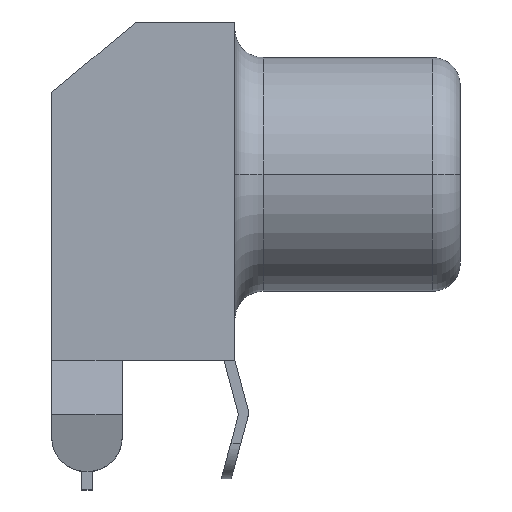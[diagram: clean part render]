
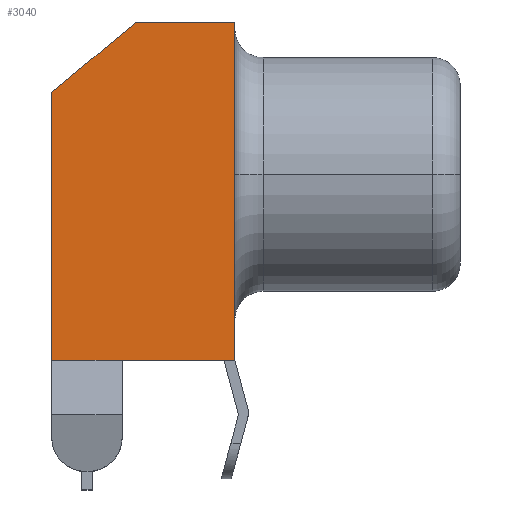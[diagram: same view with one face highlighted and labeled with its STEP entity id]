
A CAD part, top view. The second image highlights one B-rep face of the part: STEP entity #3040.
In plain terms, the highlighted planar face has unit normal (0, 0, 1).
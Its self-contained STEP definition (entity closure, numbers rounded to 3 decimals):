
#713 = PLANE('',#714);
#714 = AXIS2_PLACEMENT_3D('',#715,#716,#717);
#715 = CARTESIAN_POINT('',(6.5,-7.545,5.543));
#716 = DIRECTION('',(-1.,0.,0.));
#717 = DIRECTION('',(0.,0.,1.));
#1245 = PLANE('',#1246);
#1246 = AXIS2_PLACEMENT_3D('',#1247,#1248,#1249);
#1247 = CARTESIAN_POINT('',(0.,-6.6,4.99));
#1248 = DIRECTION('',(0.,1.,0.));
#1249 = DIRECTION('',(0.,-0.,1.));
#1854 = EDGE_CURVE('',#1855,#1857,#1859,.T.);
#1855 = VERTEX_POINT('',#1856);
#1856 = CARTESIAN_POINT('',(6.5,5.4,5.3));
#1857 = VERTEX_POINT('',#1858);
#1858 = CARTESIAN_POINT('',(6.5,-6.6,5.3));
#1859 = SURFACE_CURVE('',#1860,(#1864,#1871),.PCURVE_S1.);
#1860 = LINE('',#1861,#1862);
#1861 = CARTESIAN_POINT('',(6.5,5.4,5.3));
#1862 = VECTOR('',#1863,1.);
#1863 = DIRECTION('',(0.,-1.,0.));
#1864 = PCURVE('',#713,#1865);
#1865 = DEFINITIONAL_REPRESENTATION('',(#1866),#1870);
#1866 = LINE('',#1867,#1868);
#1867 = CARTESIAN_POINT('',(-0.243,12.945));
#1868 = VECTOR('',#1869,1.);
#1869 = DIRECTION('',(0.,-1.));
#1870 = ( GEOMETRIC_REPRESENTATION_CONTEXT(2) 
PARAMETRIC_REPRESENTATION_CONTEXT() REPRESENTATION_CONTEXT('2D SPACE',''
  ) );
#1871 = PCURVE('',#1872,#1877);
#1872 = PLANE('',#1873);
#1873 = AXIS2_PLACEMENT_3D('',#1874,#1875,#1876);
#1874 = CARTESIAN_POINT('',(6.5,5.4,5.3));
#1875 = DIRECTION('',(0.,0.,-1.));
#1876 = DIRECTION('',(0.,1.,0.));
#1877 = DEFINITIONAL_REPRESENTATION('',(#1878),#1882);
#1878 = LINE('',#1879,#1880);
#1879 = CARTESIAN_POINT('',(0.,0.));
#1880 = VECTOR('',#1881,1.);
#1881 = DIRECTION('',(-1.,0.));
#1882 = ( GEOMETRIC_REPRESENTATION_CONTEXT(2) 
PARAMETRIC_REPRESENTATION_CONTEXT() REPRESENTATION_CONTEXT('2D SPACE',''
  ) );
#1944 = PLANE('',#1945);
#1945 = AXIS2_PLACEMENT_3D('',#1946,#1947,#1948);
#1946 = CARTESIAN_POINT('',(6.5,5.4,-5.3));
#1947 = DIRECTION('',(0.,-1.,0.));
#1948 = DIRECTION('',(0.,0.,-1.));
#1960 = VERTEX_POINT('',#1961);
#1961 = CARTESIAN_POINT('',(2.5,-6.6,5.3));
#1970 = PLANE('',#1971);
#1971 = AXIS2_PLACEMENT_3D('',#1972,#1973,#1974);
#1972 = CARTESIAN_POINT('',(6.5,-6.6,5.3));
#1973 = DIRECTION('',(0.,-0.249,-0.968));
#1974 = DIRECTION('',(0.,0.968,-0.249));
#1994 = EDGE_CURVE('',#1960,#1995,#1997,.T.);
#1995 = VERTEX_POINT('',#1996);
#1996 = CARTESIAN_POINT('',(0.,-6.6,5.3));
#1997 = SURFACE_CURVE('',#1998,(#2002,#2009),.PCURVE_S1.);
#1998 = LINE('',#1999,#2000);
#1999 = CARTESIAN_POINT('',(6.5,-6.6,5.3));
#2000 = VECTOR('',#2001,1.);
#2001 = DIRECTION('',(-1.,0.,0.));
#2002 = PCURVE('',#1970,#2003);
#2003 = DEFINITIONAL_REPRESENTATION('',(#2004),#2008);
#2004 = LINE('',#2005,#2006);
#2005 = CARTESIAN_POINT('',(0.,0.));
#2006 = VECTOR('',#2007,1.);
#2007 = DIRECTION('',(0.,-1.));
#2008 = ( GEOMETRIC_REPRESENTATION_CONTEXT(2) 
PARAMETRIC_REPRESENTATION_CONTEXT() REPRESENTATION_CONTEXT('2D SPACE',''
  ) );
#2009 = PCURVE('',#1872,#2010);
#2010 = DEFINITIONAL_REPRESENTATION('',(#2011),#2015);
#2011 = LINE('',#2012,#2013);
#2012 = CARTESIAN_POINT('',(-12.,0.));
#2013 = VECTOR('',#2014,1.);
#2014 = DIRECTION('',(0.,-1.));
#2015 = ( GEOMETRIC_REPRESENTATION_CONTEXT(2) 
PARAMETRIC_REPRESENTATION_CONTEXT() REPRESENTATION_CONTEXT('2D SPACE',''
  ) );
#2033 = PLANE('',#2034);
#2034 = AXIS2_PLACEMENT_3D('',#2035,#2036,#2037);
#2035 = CARTESIAN_POINT('',(0.,-7.545,5.543));
#2036 = DIRECTION('',(-1.,0.,0.));
#2037 = DIRECTION('',(0.,0.,1.));
#2543 = VERTEX_POINT('',#2544);
#2544 = CARTESIAN_POINT('',(0.,2.9,5.3));
#2558 = PLANE('',#2559);
#2559 = AXIS2_PLACEMENT_3D('',#2560,#2561,#2562);
#2560 = CARTESIAN_POINT('',(3.,5.4,-5.8));
#2561 = DIRECTION('',(0.64,-0.768,0.));
#2562 = DIRECTION('',(0.768,0.64,0.));
#2638 = EDGE_CURVE('',#2543,#1995,#2639,.T.);
#2639 = SURFACE_CURVE('',#2640,(#2644,#2651),.PCURVE_S1.);
#2640 = LINE('',#2641,#2642);
#2641 = CARTESIAN_POINT('',(0.,5.4,5.3));
#2642 = VECTOR('',#2643,1.);
#2643 = DIRECTION('',(0.,-1.,0.));
#2644 = PCURVE('',#2033,#2645);
#2645 = DEFINITIONAL_REPRESENTATION('',(#2646),#2650);
#2646 = LINE('',#2647,#2648);
#2647 = CARTESIAN_POINT('',(-0.243,12.945));
#2648 = VECTOR('',#2649,1.);
#2649 = DIRECTION('',(0.,-1.));
#2650 = ( GEOMETRIC_REPRESENTATION_CONTEXT(2) 
PARAMETRIC_REPRESENTATION_CONTEXT() REPRESENTATION_CONTEXT('2D SPACE',''
  ) );
#2651 = PCURVE('',#1872,#2652);
#2652 = DEFINITIONAL_REPRESENTATION('',(#2653),#2657);
#2653 = LINE('',#2654,#2655);
#2654 = CARTESIAN_POINT('',(0.,-6.5));
#2655 = VECTOR('',#2656,1.);
#2656 = DIRECTION('',(-1.,0.));
#2657 = ( GEOMETRIC_REPRESENTATION_CONTEXT(2) 
PARAMETRIC_REPRESENTATION_CONTEXT() REPRESENTATION_CONTEXT('2D SPACE',''
  ) );
#2997 = VERTEX_POINT('',#2998);
#2998 = CARTESIAN_POINT('',(3.,5.4,5.3));
#3019 = EDGE_CURVE('',#1855,#2997,#3020,.T.);
#3020 = SURFACE_CURVE('',#3021,(#3025,#3032),.PCURVE_S1.);
#3021 = LINE('',#3022,#3023);
#3022 = CARTESIAN_POINT('',(6.5,5.4,5.3));
#3023 = VECTOR('',#3024,1.);
#3024 = DIRECTION('',(-1.,0.,0.));
#3025 = PCURVE('',#1944,#3026);
#3026 = DEFINITIONAL_REPRESENTATION('',(#3027),#3031);
#3027 = LINE('',#3028,#3029);
#3028 = CARTESIAN_POINT('',(-10.6,0.));
#3029 = VECTOR('',#3030,1.);
#3030 = DIRECTION('',(0.,-1.));
#3031 = ( GEOMETRIC_REPRESENTATION_CONTEXT(2) 
PARAMETRIC_REPRESENTATION_CONTEXT() REPRESENTATION_CONTEXT('2D SPACE',''
  ) );
#3032 = PCURVE('',#1872,#3033);
#3033 = DEFINITIONAL_REPRESENTATION('',(#3034),#3038);
#3034 = LINE('',#3035,#3036);
#3035 = CARTESIAN_POINT('',(0.,0.));
#3036 = VECTOR('',#3037,1.);
#3037 = DIRECTION('',(0.,-1.));
#3038 = ( GEOMETRIC_REPRESENTATION_CONTEXT(2) 
PARAMETRIC_REPRESENTATION_CONTEXT() REPRESENTATION_CONTEXT('2D SPACE',''
  ) );
#3040 = ADVANCED_FACE('',(#3041),#1872,.F.);
#3041 = FACE_BOUND('',#3042,.T.);
#3042 = EDGE_LOOP('',(#3043,#3044,#3065,#3066,#3067,#3088));
#3043 = ORIENTED_EDGE('',*,*,#3019,.T.);
#3044 = ORIENTED_EDGE('',*,*,#3045,.T.);
#3045 = EDGE_CURVE('',#2997,#2543,#3046,.T.);
#3046 = SURFACE_CURVE('',#3047,(#3051,#3058),.PCURVE_S1.);
#3047 = LINE('',#3048,#3049);
#3048 = CARTESIAN_POINT('',(5.066,7.121,5.3));
#3049 = VECTOR('',#3050,1.);
#3050 = DIRECTION('',(-0.768,-0.64,0.
    ));
#3051 = PCURVE('',#1872,#3052);
#3052 = DEFINITIONAL_REPRESENTATION('',(#3053),#3057);
#3053 = LINE('',#3054,#3055);
#3054 = CARTESIAN_POINT('',(1.721,-1.434));
#3055 = VECTOR('',#3056,1.);
#3056 = DIRECTION('',(-0.64,-0.768));
#3057 = ( GEOMETRIC_REPRESENTATION_CONTEXT(2) 
PARAMETRIC_REPRESENTATION_CONTEXT() REPRESENTATION_CONTEXT('2D SPACE',''
  ) );
#3058 = PCURVE('',#2558,#3059);
#3059 = DEFINITIONAL_REPRESENTATION('',(#3060),#3064);
#3060 = LINE('',#3061,#3062);
#3061 = CARTESIAN_POINT('',(2.689,11.1));
#3062 = VECTOR('',#3063,1.);
#3063 = DIRECTION('',(-1.,0.));
#3064 = ( GEOMETRIC_REPRESENTATION_CONTEXT(2) 
PARAMETRIC_REPRESENTATION_CONTEXT() REPRESENTATION_CONTEXT('2D SPACE',''
  ) );
#3065 = ORIENTED_EDGE('',*,*,#2638,.T.);
#3066 = ORIENTED_EDGE('',*,*,#1994,.F.);
#3067 = ORIENTED_EDGE('',*,*,#3068,.F.);
#3068 = EDGE_CURVE('',#1857,#1960,#3069,.T.);
#3069 = SURFACE_CURVE('',#3070,(#3074,#3081),.PCURVE_S1.);
#3070 = LINE('',#3071,#3072);
#3071 = CARTESIAN_POINT('',(6.5,-6.6,5.3));
#3072 = VECTOR('',#3073,1.);
#3073 = DIRECTION('',(-1.,0.,0.));
#3074 = PCURVE('',#1872,#3075);
#3075 = DEFINITIONAL_REPRESENTATION('',(#3076),#3080);
#3076 = LINE('',#3077,#3078);
#3077 = CARTESIAN_POINT('',(-12.,0.));
#3078 = VECTOR('',#3079,1.);
#3079 = DIRECTION('',(0.,-1.));
#3080 = ( GEOMETRIC_REPRESENTATION_CONTEXT(2) 
PARAMETRIC_REPRESENTATION_CONTEXT() REPRESENTATION_CONTEXT('2D SPACE',''
  ) );
#3081 = PCURVE('',#1245,#3082);
#3082 = DEFINITIONAL_REPRESENTATION('',(#3083),#3087);
#3083 = LINE('',#3084,#3085);
#3084 = CARTESIAN_POINT('',(0.31,6.5));
#3085 = VECTOR('',#3086,1.);
#3086 = DIRECTION('',(0.,-1.));
#3087 = ( GEOMETRIC_REPRESENTATION_CONTEXT(2) 
PARAMETRIC_REPRESENTATION_CONTEXT() REPRESENTATION_CONTEXT('2D SPACE',''
  ) );
#3088 = ORIENTED_EDGE('',*,*,#1854,.F.);
